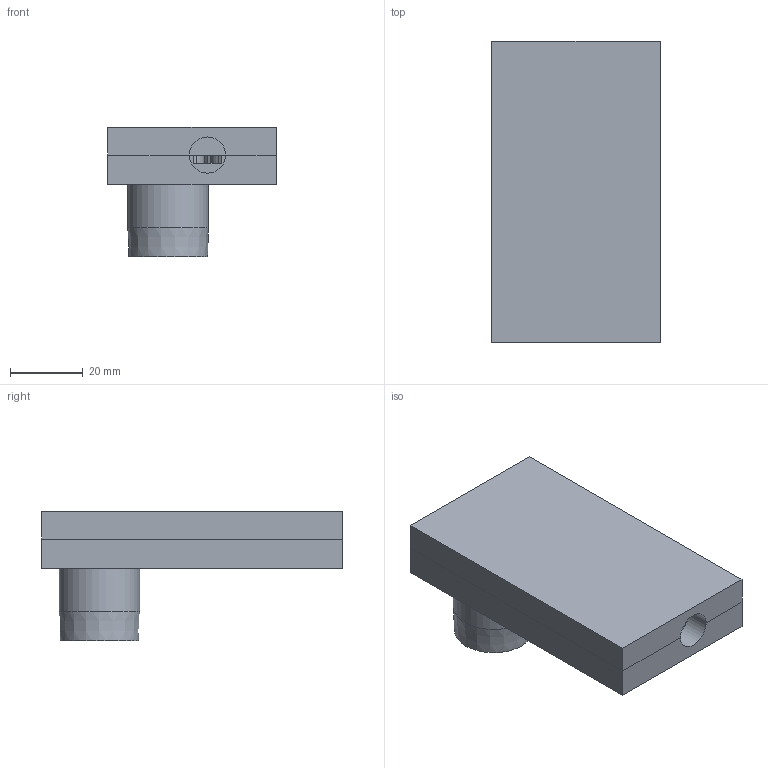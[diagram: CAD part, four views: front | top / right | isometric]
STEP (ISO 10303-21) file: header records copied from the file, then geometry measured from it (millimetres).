
FILE_DESCRIPTION(/* description */ (''),/* implementation_level */ '2;1');
FILE_NAME(/* name */ 'Harry_Diamond_Respirator v9.step',/* time_stamp */ '2020-03-30T13:03:26-07:00',/* author */ (''),/* organization */ (''),/* preprocessor_version */ 'ST-DEVELOPER v18',/* originating_system */ 'Autodesk Translation Framework v8.12.0.6',/* authorisation */ '');
FILE_SCHEMA (('AUTOMOTIVE_DESIGN { 1 0 10303 214 3 1 1 }'));
Length unit declared in the file: millimetre
Products named in the file (1): Harry_Diamond_Respirator
Bounding box: 46.5 x 83 x 35.67 mm (x, y, z)
Volume: 59784.4 mm3; surface area: 23271.6 mm2
Topology: 3 solids, 3 shells, 70 faces, 200 edges, 133 vertices
Faces by surface type: plane 47, cylinder 21, cone 1, bspline 1
Full cylindrical faces by diameter (mm): 2.65 x2, 15 x1, 22.25 x2
Entity records: 2370 total; most frequent: CARTESIAN_POINT 430, ORIENTED_EDGE 400, DIRECTION 400, EDGE_CURVE 200, LINE 136, VECTOR 136, VERTEX_POINT 133, AXIS2_PLACEMENT_3D 132
